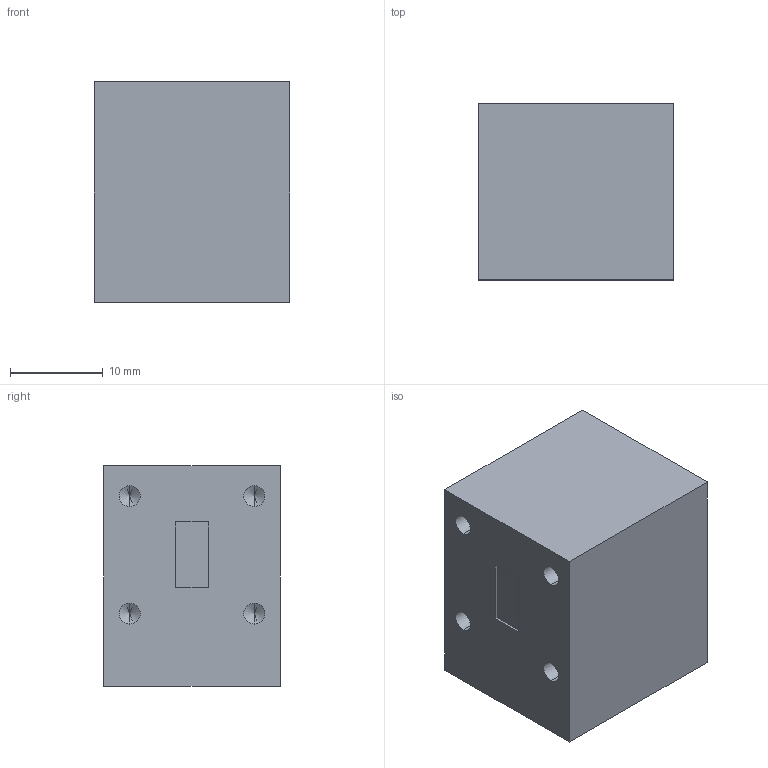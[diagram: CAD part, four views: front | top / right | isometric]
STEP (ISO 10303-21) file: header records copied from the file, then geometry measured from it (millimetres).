
FILE_DESCRIPTION (( 'STEP AP214' ), '1' );
FILE_NAME ('SNW-3834030420-28-C1.STEP', '2019-01-30T01:36:10', ( '' ), ( '' ), 'SwSTEP 2.0', 'SolidWorks 2016', '' );
FILE_SCHEMA (( 'AUTOMOTIVE_DESIGN' ));
Length unit declared in the file: inch
Products named in the file (1): SNW-3834030420-28-C1
Bounding box: 21.08 x 19.05 x 23.88 mm (x, y, z)
Volume: 9326.3 mm3; surface area: 3155.2 mm2
Topology: 1 solids, 1 shells, 69 faces, 168 edges, 92 vertices
Faces by surface type: cylinder 24, cone 24, plane 21
Entity records: 2182 total; most frequent: DIRECTION 332, CARTESIAN_POINT 306, ORIENTED_EDGE 288, EDGE_CURVE 144, AXIS2_PLACEMENT_3D 118, VECTOR 96, LINE 96, VERTEX_POINT 92
